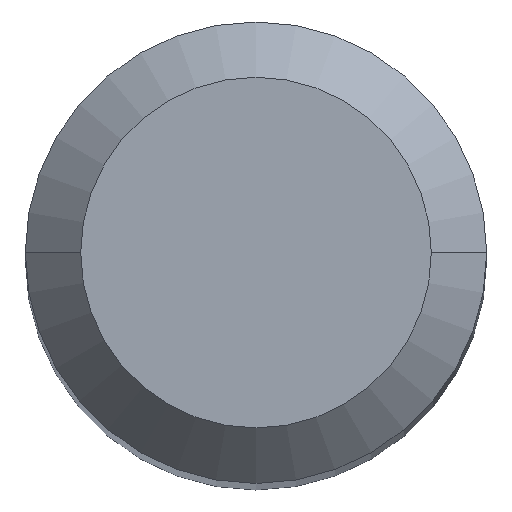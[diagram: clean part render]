
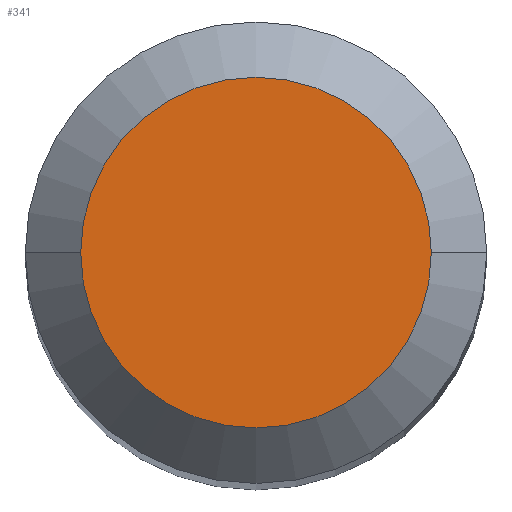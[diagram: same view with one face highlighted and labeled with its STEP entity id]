
A CAD part, top view. The second image highlights one B-rep face of the part: STEP entity #341.
In plain terms, the highlighted planar face has unit normal (0, 0, 1).
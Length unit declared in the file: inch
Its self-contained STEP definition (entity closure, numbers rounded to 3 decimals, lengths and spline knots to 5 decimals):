
#20 = AXIS2_PLACEMENT_3D ( 'NONE', #424, #414, #304 ) ;
#23 = DIRECTION ( 'NONE',  ( 1., 0., 0. ) ) ;
#24 = EDGE_LOOP ( 'NONE', ( #277, #121 ) ) ;
#32 = CARTESIAN_POINT ( 'NONE',  ( 0., 0.0475, 0. ) ) ;
#121 = ORIENTED_EDGE ( 'NONE', *, *, #439, .T. ) ;
#165 = VERTEX_POINT ( 'NONE', #501 ) ;
#195 = CIRCLE ( 'NONE', #490, 0.0475 ) ;
#234 = FACE_OUTER_BOUND ( 'NONE', #24, .T. ) ;
#251 = EDGE_CURVE ( 'NONE', #165, #281, #195, .T. ) ;
#277 = ORIENTED_EDGE ( 'NONE', *, *, #251, .T. ) ;
#281 = VERTEX_POINT ( 'NONE', #469 ) ;
#304 = DIRECTION ( 'NONE',  ( 1., 0., 0. ) ) ;
#310 = DIRECTION ( 'NONE',  ( 0., 0., 1. ) ) ;
#341 = ADVANCED_FACE ( 'NONE', ( #234 ), #391, .F. ) ;
#391 = PLANE ( 'NONE',  #405 ) ;
#395 = CIRCLE ( 'NONE', #20, 0.0475 ) ;
#405 = AXIS2_PLACEMENT_3D ( 'NONE', #32, #438, #484 ) ;
#414 = DIRECTION ( 'NONE',  ( 0., 0., 1. ) ) ;
#424 = CARTESIAN_POINT ( 'NONE',  ( 0., 0., 0. ) ) ;
#438 = DIRECTION ( 'NONE',  ( 0., 0., -1. ) ) ;
#439 = EDGE_CURVE ( 'NONE', #281, #165, #395, .T. ) ;
#469 = CARTESIAN_POINT ( 'NONE',  ( 0.0475, 0., 0. ) ) ;
#484 = DIRECTION ( 'NONE',  ( -1., 0., 0. ) ) ;
#490 = AXIS2_PLACEMENT_3D ( 'NONE', #508, #310, #23 ) ;
#501 = CARTESIAN_POINT ( 'NONE',  ( -0.0475, 0., 0. ) ) ;
#508 = CARTESIAN_POINT ( 'NONE',  ( 0., 0., 0. ) ) ;
